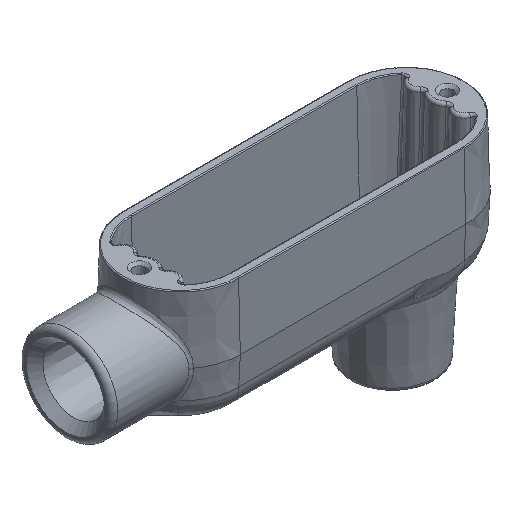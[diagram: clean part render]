
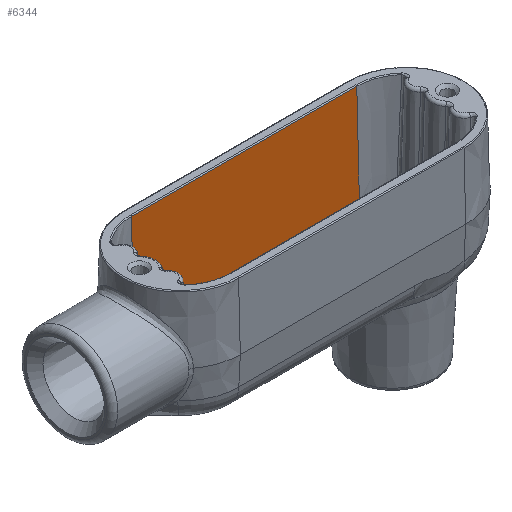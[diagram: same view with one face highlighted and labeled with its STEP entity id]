
A CAD part, isometric view. The second image highlights one B-rep face of the part: STEP entity #6344.
In plain terms, the highlighted planar face has unit normal (0, -1, 0.026).
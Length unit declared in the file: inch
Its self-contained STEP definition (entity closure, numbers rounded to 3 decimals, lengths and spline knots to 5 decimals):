
#996=FACE_OUTER_BOUND('',#1405,.T.);
#1405=EDGE_LOOP('',(#5440,#5441,#5442,#5443));
#1977=LINE('',#11293,#2462);
#1978=LINE('',#11329,#2463);
#2002=LINE('',#12676,#2487);
#2003=LINE('',#12677,#2488);
#2462=VECTOR('',#7590,1.11608);
#2463=VECTOR('',#7597,1.11608);
#2487=VECTOR('',#7703,2.5625);
#2488=VECTOR('',#7704,2.5625);
#2962=VERTEX_POINT('',#11291);
#2963=VERTEX_POINT('',#11292);
#2968=VERTEX_POINT('',#11326);
#2969=VERTEX_POINT('',#11328);
#3781=EDGE_CURVE('',#2962,#2963,#1977,.F.);
#3787=EDGE_CURVE('',#2968,#2969,#1978,.F.);
#3855=EDGE_CURVE('',#2968,#2962,#2002,.T.);
#3856=EDGE_CURVE('',#2963,#2969,#2003,.F.);
#5440=ORIENTED_EDGE('',*,*,#3787,.F.);
#5441=ORIENTED_EDGE('',*,*,#3855,.T.);
#5442=ORIENTED_EDGE('',*,*,#3781,.T.);
#5443=ORIENTED_EDGE('',*,*,#3856,.T.);
#6071=PLANE('',#6671);
#6344=ADVANCED_FACE('',(#996),#6071,.T.);
#6671=AXIS2_PLACEMENT_3D('',#12675,#7701,#7702);
#7590=DIRECTION('',(0.,-0.026,-1.));
#7597=DIRECTION('',(0.,-0.026,-1.));
#7701=DIRECTION('center_axis',(0.,-1.,
0.026));
#7702=DIRECTION('ref_axis',(0.,-0.026,-1.));
#7703=DIRECTION('',(1.,0.,0.));
#7704=DIRECTION('',(1.,0.,0.));
#11291=CARTESIAN_POINT('',(0.4625,3.28303,-1.12544));
#11292=CARTESIAN_POINT('',(0.4625,3.31224,-0.00974));
#11293=CARTESIAN_POINT('',(0.4625,3.31224,-0.00974));
#11326=CARTESIAN_POINT('',(-2.1,3.28303,-1.12544));
#11328=CARTESIAN_POINT('',(-2.1,3.31224,-0.00974));
#11329=CARTESIAN_POINT('',(-2.1,3.31224,-0.00974));
#12675=CARTESIAN_POINT('Origin',(-0.8185,3.3125,0.));
#12676=CARTESIAN_POINT('',(-2.1,3.28303,-1.12544));
#12677=CARTESIAN_POINT('',(-2.1,3.31224,-0.00974));
